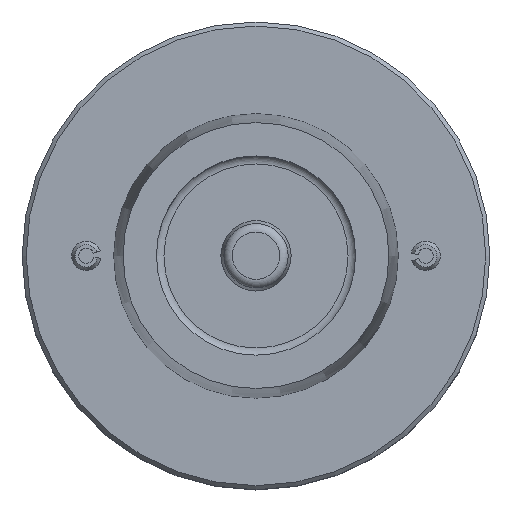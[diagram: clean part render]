
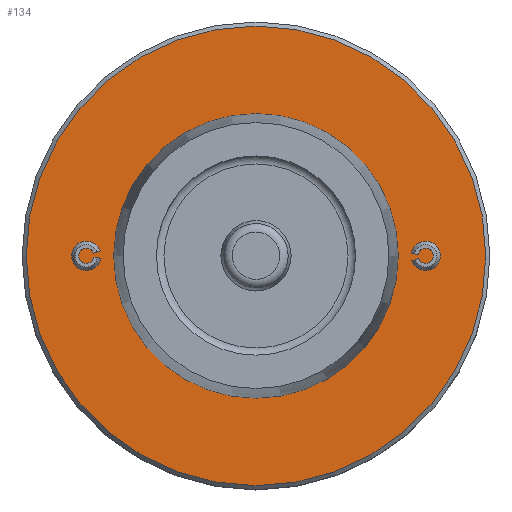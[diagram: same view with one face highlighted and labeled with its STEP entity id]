
A CAD part, top view. The second image highlights one B-rep face of the part: STEP entity #134.
In plain terms, the highlighted planar face has unit normal (0, 0, 1).
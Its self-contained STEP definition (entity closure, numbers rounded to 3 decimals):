
#60=LINE('',#892,#80);
#63=LINE('',#900,#83);
#66=LINE('',#911,#86);
#69=LINE('',#919,#89);
#80=VECTOR('',#721,1.);
#83=VECTOR('',#730,1.);
#86=VECTOR('',#743,1.);
#89=VECTOR('',#752,1.);
#134=ADVANCED_FACE('',(#186,#187,#188,#189),#161,.F.);
#161=PLANE('',#608);
#186=FACE_BOUND('',#252,.T.);
#187=FACE_BOUND('',#253,.T.);
#188=FACE_BOUND('',#254,.T.);
#189=FACE_BOUND('',#255,.T.);
#252=EDGE_LOOP('',(#360));
#253=EDGE_LOOP('',(#361,#362,#363,#364));
#254=EDGE_LOOP('',(#365));
#255=EDGE_LOOP('',(#366,#367,#368,#369));
#360=ORIENTED_EDGE('',*,*,#490,.F.);
#361=ORIENTED_EDGE('',*,*,#489,.F.);
#362=ORIENTED_EDGE('',*,*,#487,.T.);
#363=ORIENTED_EDGE('',*,*,#485,.T.);
#364=ORIENTED_EDGE('',*,*,#482,.T.);
#365=ORIENTED_EDGE('',*,*,#481,.F.);
#366=ORIENTED_EDGE('',*,*,#480,.F.);
#367=ORIENTED_EDGE('',*,*,#478,.T.);
#368=ORIENTED_EDGE('',*,*,#476,.T.);
#369=ORIENTED_EDGE('',*,*,#473,.T.);
#424=VERTEX_POINT('',#887);
#425=VERTEX_POINT('',#888);
#426=VERTEX_POINT('',#893);
#427=VERTEX_POINT('',#897);
#428=VERTEX_POINT('',#903);
#429=VERTEX_POINT('',#906);
#430=VERTEX_POINT('',#907);
#431=VERTEX_POINT('',#912);
#432=VERTEX_POINT('',#916);
#433=VERTEX_POINT('',#922);
#473=EDGE_CURVE('',#424,#425,#522,.T.);
#476=EDGE_CURVE('',#426,#424,#60,.T.);
#478=EDGE_CURVE('',#427,#426,#523,.T.);
#480=EDGE_CURVE('',#427,#425,#63,.T.);
#481=EDGE_CURVE('',#428,#428,#524,.T.);
#482=EDGE_CURVE('',#429,#430,#525,.T.);
#485=EDGE_CURVE('',#431,#429,#66,.T.);
#487=EDGE_CURVE('',#432,#431,#526,.T.);
#489=EDGE_CURVE('',#432,#430,#69,.T.);
#490=EDGE_CURVE('',#433,#433,#527,.T.);
#522=CIRCLE('',#593,1.3);
#523=CIRCLE('',#596,2.5);
#524=CIRCLE('',#599,39.27);
#525=CIRCLE('',#601,1.3);
#526=CIRCLE('',#604,2.5);
#527=CIRCLE('',#607,24.321);
#593=AXIS2_PLACEMENT_3D('',#886,#715,#716);
#596=AXIS2_PLACEMENT_3D('',#896,#725,#726);
#599=AXIS2_PLACEMENT_3D('',#902,#733,#734);
#601=AXIS2_PLACEMENT_3D('',#905,#737,#738);
#604=AXIS2_PLACEMENT_3D('',#915,#747,#748);
#607=AXIS2_PLACEMENT_3D('',#921,#755,#756);
#608=AXIS2_PLACEMENT_3D('',#923,#757,#758);
#715=DIRECTION('',(0.,0.,1.));
#716=DIRECTION('',(-1.,0.,0.));
#721=DIRECTION('',(0.94,0.342,0.));
#725=DIRECTION('',(0.,0.,-1.));
#726=DIRECTION('',(-1.,0.,0.));
#730=DIRECTION('',(0.985,-0.174,0.));
#733=DIRECTION('',(0.,0.,-1.));
#734=DIRECTION('',(-1.,0.,0.));
#737=DIRECTION('',(0.,0.,1.));
#738=DIRECTION('',(-1.,0.,0.));
#743=DIRECTION('',(-0.94,-0.342,0.));
#747=DIRECTION('',(0.,0.,-1.));
#748=DIRECTION('',(-1.,0.,0.));
#752=DIRECTION('',(-0.985,0.174,0.));
#755=DIRECTION('',(0.,0.,1.));
#756=DIRECTION('',(-1.,0.,0.));
#757=DIRECTION('',(0.,0.,-1.));
#758=DIRECTION('',(-1.,0.,0.));
#886=CARTESIAN_POINT('',(29.,0.,0.));
#887=CARTESIAN_POINT('',(27.778,-0.445,0.));
#888=CARTESIAN_POINT('',(27.72,0.226,0.));
#892=CARTESIAN_POINT('',(-4.781,-12.295,0.));
#893=CARTESIAN_POINT('',(26.651,-0.855,0.));
#896=CARTESIAN_POINT('',(29.,0.,0.));
#897=CARTESIAN_POINT('',(26.538,0.434,0.));
#900=CARTESIAN_POINT('',(5.223,4.192,0.));
#902=CARTESIAN_POINT('',(0.,0.,0.));
#903=CARTESIAN_POINT('',(-39.27,0.,0.));
#905=CARTESIAN_POINT('',(-29.,0.,0.));
#906=CARTESIAN_POINT('',(-27.778,0.445,0.));
#907=CARTESIAN_POINT('',(-27.72,-0.226,0.));
#911=CARTESIAN_POINT('',(-11.565,6.346,0.));
#912=CARTESIAN_POINT('',(-26.651,0.855,0.));
#915=CARTESIAN_POINT('',(-29.,0.,0.));
#916=CARTESIAN_POINT('',(-26.538,-0.434,0.));
#919=CARTESIAN_POINT('',(3.474,-5.726,0.));
#921=CARTESIAN_POINT('',(0.,0.,0.));
#922=CARTESIAN_POINT('',(-24.321,0.,0.));
#923=CARTESIAN_POINT('',(0.,-25.43,0.));
